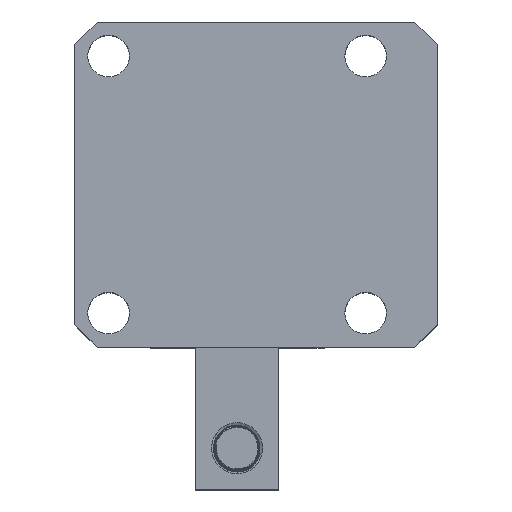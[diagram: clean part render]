
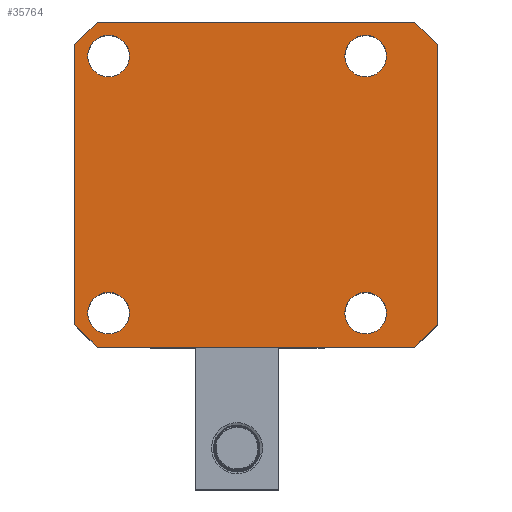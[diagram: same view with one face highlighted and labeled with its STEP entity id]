
A CAD part, top view. The second image highlights one B-rep face of the part: STEP entity #35764.
In plain terms, the highlighted planar face has unit normal (0, 0, 1).
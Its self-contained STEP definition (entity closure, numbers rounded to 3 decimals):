
#92 = CARTESIAN_POINT ( 'NONE',  ( 53., 37., 47.5 ) ) ;
#1474 = EDGE_CURVE ( 'NONE', #7046, #49357, #9835, .T. ) ;
#2133 = VERTEX_POINT ( 'NONE', #14307 ) ;
#2205 = VERTEX_POINT ( 'NONE', #2508 ) ;
#2508 = CARTESIAN_POINT ( 'NONE',  ( 34., 28.5, 47.5 ) ) ;
#3016 = AXIS2_PLACEMENT_3D ( 'NONE', #43120, #17408, #19186 ) ;
#3057 = DIRECTION ( 'NONE',  ( -0.707, -0.707, 0. ) ) ;
#4068 = ORIENTED_EDGE ( 'NONE', *, *, #47745, .T. ) ;
#4196 = CIRCLE ( 'NONE', #37415, 5.5 ) ;
#4874 = ORIENTED_EDGE ( 'NONE', *, *, #24527, .T. ) ;
#5613 = VERTEX_POINT ( 'NONE', #10372 ) ;
#6113 = CARTESIAN_POINT ( 'NONE',  ( -43., -43., 47.5 ) ) ;
#7046 = VERTEX_POINT ( 'NONE', #19952 ) ;
#7160 = CARTESIAN_POINT ( 'NONE',  ( -34., -34., 47.5 ) ) ;
#7300 = CARTESIAN_POINT ( 'NONE',  ( -37., 43., 47.5 ) ) ;
#8403 = VERTEX_POINT ( 'NONE', #46493 ) ;
#8734 = EDGE_LOOP ( 'NONE', ( #50593, #4068 ) ) ;
#9008 = ORIENTED_EDGE ( 'NONE', *, *, #40487, .T. ) ;
#9146 = EDGE_LOOP ( 'NONE', ( #48927, #52082 ) ) ;
#9424 = EDGE_LOOP ( 'NONE', ( #49647, #9008 ) ) ;
#9650 = VECTOR ( 'NONE', #32089, 1000. ) ;
#9835 = LINE ( 'NONE', #32268, #9650 ) ;
#9908 = EDGE_LOOP ( 'NONE', ( #47061, #38279 ) ) ;
#9990 = DIRECTION ( 'NONE',  ( 0.707, -0.707, 0. ) ) ;
#10088 = ORIENTED_EDGE ( 'NONE', *, *, #24654, .T. ) ;
#10270 = CARTESIAN_POINT ( 'NONE',  ( -34., 34., 47.5 ) ) ;
#10372 = CARTESIAN_POINT ( 'NONE',  ( -43., -37., 47.5 ) ) ;
#11400 = DIRECTION ( 'NONE',  ( 0., -1., 0. ) ) ;
#11447 = DIRECTION ( 'NONE',  ( 0., 0., -1. ) ) ;
#11453 = DIRECTION ( 'NONE',  ( 0., -1., 0. ) ) ;
#11455 = CARTESIAN_POINT ( 'NONE',  ( 34., 34., 47.5 ) ) ;
#11794 = VERTEX_POINT ( 'NONE', #92 ) ;
#13099 = DIRECTION ( 'NONE',  ( 0., 0., -1. ) ) ;
#14307 = CARTESIAN_POINT ( 'NONE',  ( -43., 37., 47.5 ) ) ;
#14533 = DIRECTION ( 'NONE',  ( 0., -1., 0. ) ) ;
#14548 = EDGE_LOOP ( 'NONE', ( #4874, #19627, #10088, #17576, #18401, #27699, #28219, #33596 ) ) ;
#14688 = CIRCLE ( 'NONE', #40908, 5.5 ) ;
#15058 = CARTESIAN_POINT ( 'NONE',  ( 34., 39.5, 47.5 ) ) ;
#16138 = LINE ( 'NONE', #23244, #16147 ) ;
#16147 = VECTOR ( 'NONE', #36240, 1000. ) ;
#16430 = CARTESIAN_POINT ( 'NONE',  ( 34., 34., 47.5 ) ) ;
#16446 = VECTOR ( 'NONE', #26179, 1000. ) ;
#16531 = LINE ( 'NONE', #6113, #16683 ) ;
#16660 = LINE ( 'NONE', #17618, #16446 ) ;
#16683 = VECTOR ( 'NONE', #31704, 1000. ) ;
#16922 = VERTEX_POINT ( 'NONE', #37771 ) ;
#17383 = AXIS2_PLACEMENT_3D ( 'NONE', #11455, #11447, #11400 ) ;
#17408 = DIRECTION ( 'NONE',  ( 0., 0., -1. ) ) ;
#17576 = ORIENTED_EDGE ( 'NONE', *, *, #34431, .T. ) ;
#17618 = CARTESIAN_POINT ( 'NONE',  ( -43., -43., 47.5 ) ) ;
#18401 = ORIENTED_EDGE ( 'NONE', *, *, #46047, .T. ) ;
#18855 = CIRCLE ( 'NONE', #52679, 5.5 ) ;
#19186 = DIRECTION ( 'NONE',  ( 0., -1., 0. ) ) ;
#19627 = ORIENTED_EDGE ( 'NONE', *, *, #1474, .T. ) ;
#19952 = CARTESIAN_POINT ( 'NONE',  ( 47., -43., 47.5 ) ) ;
#20226 = VERTEX_POINT ( 'NONE', #25517 ) ;
#20698 = DIRECTION ( 'NONE',  ( 0., -1., 0. ) ) ;
#21036 = EDGE_CURVE ( 'NONE', #22166, #2205, #23274, .T. ) ;
#21854 = CARTESIAN_POINT ( 'NONE',  ( -43., 43., 47.5 ) ) ;
#22146 = CARTESIAN_POINT ( 'NONE',  ( 34., -34., 47.5 ) ) ;
#22166 = VERTEX_POINT ( 'NONE', #15058 ) ;
#23244 = CARTESIAN_POINT ( 'NONE',  ( 53., -43., 47.5 ) ) ;
#23274 = CIRCLE ( 'NONE', #17383, 5.5 ) ;
#23297 = EDGE_CURVE ( 'NONE', #8403, #43217, #18855, .T. ) ;
#23461 = CIRCLE ( 'NONE', #3016, 5.5 ) ;
#23512 = CIRCLE ( 'NONE', #52878, 5.5 ) ;
#24527 = EDGE_CURVE ( 'NONE', #49260, #7046, #16531, .T. ) ;
#24654 = EDGE_CURVE ( 'NONE', #49357, #11794, #16138, .T. ) ;
#24884 = VERTEX_POINT ( 'NONE', #40381 ) ;
#25150 = AXIS2_PLACEMENT_3D ( 'NONE', #36998, #51995, #26180 ) ;
#25236 = CARTESIAN_POINT ( 'NONE',  ( 34., -34., 47.5 ) ) ;
#25351 = EDGE_CURVE ( 'NONE', #16922, #20226, #14688, .T. ) ;
#25517 = CARTESIAN_POINT ( 'NONE',  ( -34., 28.5, 47.5 ) ) ;
#26179 = DIRECTION ( 'NONE',  ( 0., -1., 0. ) ) ;
#26180 = DIRECTION ( 'NONE',  ( 1., 0., 0. ) ) ;
#26450 = DIRECTION ( 'NONE',  ( 0., -1., 0. ) ) ;
#27485 = LINE ( 'NONE', #21854, #27947 ) ;
#27699 = ORIENTED_EDGE ( 'NONE', *, *, #43481, .T. ) ;
#27947 = VECTOR ( 'NONE', #30671, 1000. ) ;
#28219 = ORIENTED_EDGE ( 'NONE', *, *, #51163, .T. ) ;
#28629 = PLANE ( 'NONE',  #25150 ) ;
#28756 = CIRCLE ( 'NONE', #33073, 5.5 ) ;
#29558 = DIRECTION ( 'NONE',  ( 0., -1., 0. ) ) ;
#30208 = EDGE_CURVE ( 'NONE', #2205, #22166, #4196, .T. ) ;
#30671 = DIRECTION ( 'NONE',  ( -1., 0., 0. ) ) ;
#30968 = VERTEX_POINT ( 'NONE', #31526 ) ;
#31526 = CARTESIAN_POINT ( 'NONE',  ( -34., -28.5, 47.5 ) ) ;
#31704 = DIRECTION ( 'NONE',  ( 1., 0., 0. ) ) ;
#31785 = CARTESIAN_POINT ( 'NONE',  ( 34., -28.5, 47.5 ) ) ;
#32089 = DIRECTION ( 'NONE',  ( 0.707, 0.707, 0. ) ) ;
#32268 = CARTESIAN_POINT ( 'NONE',  ( 47., -43., 47.5 ) ) ;
#32297 = CARTESIAN_POINT ( 'NONE',  ( 53., -37., 47.5 ) ) ;
#32455 = CARTESIAN_POINT ( 'NONE',  ( 47., 43., 47.5 ) ) ;
#33073 = AXIS2_PLACEMENT_3D ( 'NONE', #38792, #13099, #43066 ) ;
#33146 = LINE ( 'NONE', #7300, #33409 ) ;
#33409 = VECTOR ( 'NONE', #3057, 1000. ) ;
#33596 = ORIENTED_EDGE ( 'NONE', *, *, #37873, .T. ) ;
#34431 = EDGE_CURVE ( 'NONE', #11794, #47983, #50763, .T. ) ;
#35605 = CARTESIAN_POINT ( 'NONE',  ( -43., -37., 47.5 ) ) ;
#35764 = ADVANCED_FACE ( 'NONE', ( #48688, #48789, #48900, #48742, #48583 ), #28629, .T. ) ;
#36240 = DIRECTION ( 'NONE',  ( 0., 1., 0. ) ) ;
#36998 = CARTESIAN_POINT ( 'NONE',  ( -43., -43., 47.5 ) ) ;
#37131 = DIRECTION ( 'NONE',  ( 0., 0., -1. ) ) ;
#37415 = AXIS2_PLACEMENT_3D ( 'NONE', #16430, #46477, #20698 ) ;
#37771 = CARTESIAN_POINT ( 'NONE',  ( -34., 39.5, 47.5 ) ) ;
#37873 = EDGE_CURVE ( 'NONE', #5613, #49260, #44584, .T. ) ;
#38276 = DIRECTION ( 'NONE',  ( -0.707, 0.707, 0. ) ) ;
#38279 = ORIENTED_EDGE ( 'NONE', *, *, #25351, .T. ) ;
#38792 = CARTESIAN_POINT ( 'NONE',  ( -34., 34., 47.5 ) ) ;
#38927 = CIRCLE ( 'NONE', #55397, 5.5 ) ;
#40210 = DIRECTION ( 'NONE',  ( 0., 0., -1. ) ) ;
#40381 = CARTESIAN_POINT ( 'NONE',  ( -34., -39.5, 47.5 ) ) ;
#40487 = EDGE_CURVE ( 'NONE', #30968, #24884, #38927, .T. ) ;
#40908 = AXIS2_PLACEMENT_3D ( 'NONE', #10270, #40210, #14533 ) ;
#42542 = CARTESIAN_POINT ( 'NONE',  ( 53., 37., 47.5 ) ) ;
#43066 = DIRECTION ( 'NONE',  ( 0., -1., 0. ) ) ;
#43120 = CARTESIAN_POINT ( 'NONE',  ( -34., -34., 47.5 ) ) ;
#43217 = VERTEX_POINT ( 'NONE', #31785 ) ;
#43481 = EDGE_CURVE ( 'NONE', #44392, #2133, #33146, .T. ) ;
#43484 = CARTESIAN_POINT ( 'NONE',  ( -37., -43., 47.5 ) ) ;
#44392 = VERTEX_POINT ( 'NONE', #52836 ) ;
#44584 = LINE ( 'NONE', #35605, #44639 ) ;
#44639 = VECTOR ( 'NONE', #9990, 1000. ) ;
#46047 = EDGE_CURVE ( 'NONE', #47983, #44392, #27485, .T. ) ;
#46477 = DIRECTION ( 'NONE',  ( 0., 0., -1. ) ) ;
#46493 = CARTESIAN_POINT ( 'NONE',  ( 34., -39.5, 47.5 ) ) ;
#47061 = ORIENTED_EDGE ( 'NONE', *, *, #51850, .T. ) ;
#47745 = EDGE_CURVE ( 'NONE', #43217, #8403, #23512, .T. ) ;
#47787 = EDGE_CURVE ( 'NONE', #24884, #30968, #23461, .T. ) ;
#47983 = VERTEX_POINT ( 'NONE', #32455 ) ;
#48583 = FACE_BOUND ( 'NONE', #9424, .T. ) ;
#48688 = FACE_OUTER_BOUND ( 'NONE', #14548, .T. ) ;
#48742 = FACE_BOUND ( 'NONE', #8734, .T. ) ;
#48789 = FACE_BOUND ( 'NONE', #9908, .T. ) ;
#48900 = FACE_BOUND ( 'NONE', #9146, .T. ) ;
#48927 = ORIENTED_EDGE ( 'NONE', *, *, #30208, .T. ) ;
#49260 = VERTEX_POINT ( 'NONE', #43484 ) ;
#49357 = VERTEX_POINT ( 'NONE', #32297 ) ;
#49647 = ORIENTED_EDGE ( 'NONE', *, *, #47787, .T. ) ;
#50593 = ORIENTED_EDGE ( 'NONE', *, *, #23297, .T. ) ;
#50763 = LINE ( 'NONE', #42542, #51043 ) ;
#51043 = VECTOR ( 'NONE', #38276, 1000. ) ;
#51163 = EDGE_CURVE ( 'NONE', #2133, #5613, #16660, .T. ) ;
#51850 = EDGE_CURVE ( 'NONE', #20226, #16922, #28756, .T. ) ;
#51995 = DIRECTION ( 'NONE',  ( 0., 0., 1. ) ) ;
#52082 = ORIENTED_EDGE ( 'NONE', *, *, #21036, .T. ) ;
#52253 = DIRECTION ( 'NONE',  ( 0., 0., -1. ) ) ;
#52679 = AXIS2_PLACEMENT_3D ( 'NONE', #22146, #52253, #26450 ) ;
#52836 = CARTESIAN_POINT ( 'NONE',  ( -37., 43., 47.5 ) ) ;
#52878 = AXIS2_PLACEMENT_3D ( 'NONE', #25236, #55263, #29558 ) ;
#55263 = DIRECTION ( 'NONE',  ( 0., 0., -1. ) ) ;
#55397 = AXIS2_PLACEMENT_3D ( 'NONE', #7160, #37131, #11453 ) ;
